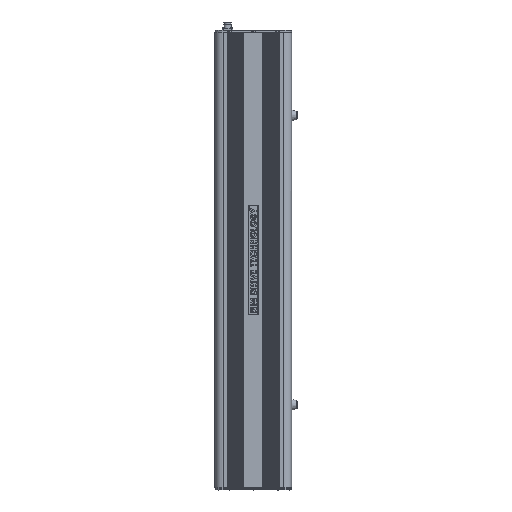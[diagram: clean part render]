
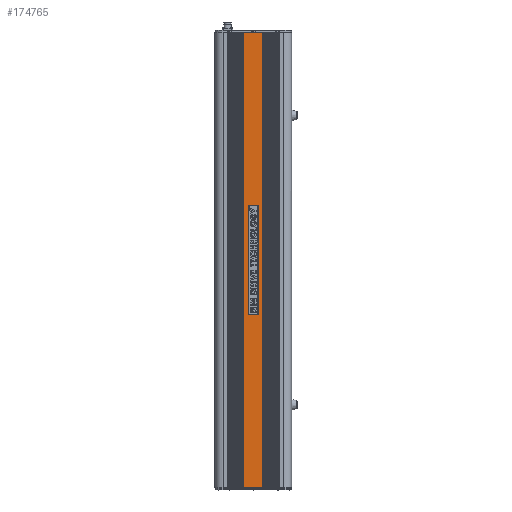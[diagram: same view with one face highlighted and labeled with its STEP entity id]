
A CAD part, left-side view. The second image highlights one B-rep face of the part: STEP entity #174765.
In plain terms, the highlighted planar face has unit normal (-1, 0, 0).
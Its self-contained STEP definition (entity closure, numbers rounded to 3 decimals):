
#878 = EDGE_LOOP ( 'NONE', ( #3990, #137519, #65475, #11038, #65052, #179939, #129389, #55184 ) ) ;
#1921 = VERTEX_POINT ( 'NONE', #177799 ) ;
#3189 = DIRECTION ( 'NONE',  ( 0., -1., 0. ) ) ;
#3990 = ORIENTED_EDGE ( 'NONE', *, *, #62775, .F. ) ;
#5276 = VERTEX_POINT ( 'NONE', #69455 ) ;
#6657 = EDGE_CURVE ( 'NONE', #26952, #157029, #150005, .T. ) ;
#11021 = CARTESIAN_POINT ( 'NONE',  ( -125.68, 12.991, 151.531 ) ) ;
#11038 = ORIENTED_EDGE ( 'NONE', *, *, #145396, .F. ) ;
#14492 = DIRECTION ( 'NONE',  ( 0., -0.001, 1. ) ) ;
#16374 = CARTESIAN_POINT ( 'NONE',  ( -125.68, 13.38, -151.769 ) ) ;
#20381 = B_SPLINE_CURVE_WITH_KNOTS ( 'NONE', 3,
 ( #48433, #36691, #101228, #130844 ),
 .UNSPECIFIED., .F., .F.,
 ( 4, 4 ),
 ( 0., 1. ),
 .UNSPECIFIED. ) ;
#21298 = CARTESIAN_POINT ( 'NONE',  ( -125.68, 13.479, -151.669 ) ) ;
#22564 = DIRECTION ( 'NONE',  ( -1., 0., 0. ) ) ;
#23820 = EDGE_LOOP ( 'NONE', ( #28066, #171251, #148202, #195854 ) ) ;
#26952 = VERTEX_POINT ( 'NONE', #16374 ) ;
#28066 = ORIENTED_EDGE ( 'NONE', *, *, #173005, .F. ) ;
#29605 = EDGE_CURVE ( 'NONE', #75375, #5276, #20381, .T. ) ;
#31906 = CARTESIAN_POINT ( 'NONE',  ( -125.68, -28.93, -630.5 ) ) ;
#32898 = EDGE_CURVE ( 'NONE', #110046, #1921, #38933, .T. ) ;
#33613 = DIRECTION ( 'NONE',  ( 0., 0., -1. ) ) ;
#33981 = LINE ( 'NONE', #31906, #201729 ) ;
#35955 = VECTOR ( 'NONE', #69562, 1000. ) ;
#36691 = CARTESIAN_POINT ( 'NONE',  ( -125.68, 8.767, 630. ) ) ;
#38933 = CIRCLE ( 'NONE', #184179, 0.1 ) ;
#43016 = CARTESIAN_POINT ( 'NONE',  ( -125.68, 13.479, -151.669 ) ) ;
#43130 = CARTESIAN_POINT ( 'NONE',  ( -125.68, 12.991, 151.531 ) ) ;
#47378 = EDGE_CURVE ( 'NONE', #96312, #55485, #59023, .T. ) ;
#48433 = CARTESIAN_POINT ( 'NONE',  ( -125.68, 26.298, 630. ) ) ;
#50598 = LINE ( 'NONE', #193428, #51457 ) ;
#51457 = VECTOR ( 'NONE', #33613, 1000. ) ;
#52502 = DIRECTION ( 'NONE',  ( -1., 0., 0. ) ) ;
#55184 = ORIENTED_EDGE ( 'NONE', *, *, #47378, .F. ) ;
#55485 = VERTEX_POINT ( 'NONE', #115273 ) ;
#56435 = DIRECTION ( 'NONE',  ( 0., 0., 1. ) ) ;
#59023 = LINE ( 'NONE', #175246, #161258 ) ;
#62775 = EDGE_CURVE ( 'NONE', #157029, #96312, #117910, .T. ) ;
#64391 = CARTESIAN_POINT ( 'NONE',  ( -125.68, -13.379, 151.397 ) ) ;
#65052 = ORIENTED_EDGE ( 'NONE', *, *, #32898, .F. ) ;
#65274 = EDGE_CURVE ( 'NONE', #55485, #114940, #102412, .T. ) ;
#65475 = ORIENTED_EDGE ( 'NONE', *, *, #71850, .F. ) ;
#69290 = DIRECTION ( 'NONE',  ( 0., 0., 1. ) ) ;
#69455 = CARTESIAN_POINT ( 'NONE',  ( -125.68, -26.298, 630. ) ) ;
#69562 = DIRECTION ( 'NONE',  ( 0., -1., -0.001 ) ) ;
#70730 = LINE ( 'NONE', #153218, #81338 ) ;
#71738 = CARTESIAN_POINT ( 'NONE',  ( -125.68, 26.298, 630. ) ) ;
#71850 = EDGE_CURVE ( 'NONE', #207792, #26952, #193873, .T. ) ;
#72255 = DIRECTION ( 'NONE',  ( -1., 0., 0. ) ) ;
#75375 = VERTEX_POINT ( 'NONE', #71738 ) ;
#75608 = AXIS2_PLACEMENT_3D ( 'NONE', #168475, #72255, #56435 ) ;
#78937 = DIRECTION ( 'NONE',  ( -1., 0., 0. ) ) ;
#81338 = VECTOR ( 'NONE', #200955, 1000. ) ;
#83480 = DIRECTION ( 'NONE',  ( -1., 0., 0. ) ) ;
#87665 = CARTESIAN_POINT ( 'NONE',  ( -125.68, 13.38, -151.769 ) ) ;
#94202 = CARTESIAN_POINT ( 'NONE',  ( -125.68, -26.3, -630.5 ) ) ;
#96187 = DIRECTION ( 'NONE',  ( 0., 0., 1. ) ) ;
#96312 = VERTEX_POINT ( 'NONE', #103536 ) ;
#97682 = EDGE_CURVE ( 'NONE', #75375, #200547, #70730, .T. ) ;
#100962 = CARTESIAN_POINT ( 'NONE',  ( -125.68, -28.93, 264.475 ) ) ;
#101228 = CARTESIAN_POINT ( 'NONE',  ( -125.68, -8.767, 630. ) ) ;
#102412 = CIRCLE ( 'NONE', #203758, 0.1 ) ;
#103536 = CARTESIAN_POINT ( 'NONE',  ( -125.68, -13.091, -151.703 ) ) ;
#103856 = LINE ( 'NONE', #21298, #164496 ) ;
#104288 = CARTESIAN_POINT ( 'NONE',  ( -125.68, 12.991, 151.431 ) ) ;
#110046 = VERTEX_POINT ( 'NONE', #11021 ) ;
#111269 = VERTEX_POINT ( 'NONE', #94202 ) ;
#114940 = VERTEX_POINT ( 'NONE', #128396 ) ;
#115273 = CARTESIAN_POINT ( 'NONE',  ( -125.68, -13.479, 151.397 ) ) ;
#117910 = CIRCLE ( 'NONE', #185417, 0.1 ) ;
#126495 = DIRECTION ( 'NONE',  ( 0., 0., 1. ) ) ;
#128384 = DIRECTION ( 'NONE',  ( 0., 1., 0.001 ) ) ;
#128396 = CARTESIAN_POINT ( 'NONE',  ( -125.68, -13.379, 151.497 ) ) ;
#129389 = ORIENTED_EDGE ( 'NONE', *, *, #65274, .F. ) ;
#130844 = CARTESIAN_POINT ( 'NONE',  ( -125.68, -26.298, 630. ) ) ;
#133695 = DIRECTION ( 'NONE',  ( 0., 0., 1. ) ) ;
#137519 = ORIENTED_EDGE ( 'NONE', *, *, #6657, .F. ) ;
#139374 = FACE_OUTER_BOUND ( 'NONE', #23820, .T. ) ;
#140242 = CARTESIAN_POINT ( 'NONE',  ( -125.68, -12.991, -151.703 ) ) ;
#145396 = EDGE_CURVE ( 'NONE', #1921, #207792, #103856, .T. ) ;
#148153 = VECTOR ( 'NONE', #128384, 1000. ) ;
#148202 = ORIENTED_EDGE ( 'NONE', *, *, #97682, .T. ) ;
#150005 = LINE ( 'NONE', #87665, #35955 ) ;
#153218 = CARTESIAN_POINT ( 'NONE',  ( -125.68, 26.3, 264.475 ) ) ;
#156411 = EDGE_CURVE ( 'NONE', #200547, #111269, #33981, .T. ) ;
#157029 = VERTEX_POINT ( 'NONE', #191212 ) ;
#158572 = EDGE_CURVE ( 'NONE', #114940, #110046, #191939, .T. ) ;
#160488 = AXIS2_PLACEMENT_3D ( 'NONE', #100962, #22564, #133695 ) ;
#161214 = PLANE ( 'NONE',  #160488 ) ;
#161258 = VECTOR ( 'NONE', #14492, 1000. ) ;
#162269 = FACE_BOUND ( 'NONE', #878, .T. ) ;
#164496 = VECTOR ( 'NONE', #184231, 1000. ) ;
#167107 = CARTESIAN_POINT ( 'NONE',  ( -125.68, 26.3, -630.5 ) ) ;
#168475 = CARTESIAN_POINT ( 'NONE',  ( -125.68, 13.379, -151.669 ) ) ;
#171251 = ORIENTED_EDGE ( 'NONE', *, *, #29605, .F. ) ;
#173005 = EDGE_CURVE ( 'NONE', #5276, #111269, #50598, .T. ) ;
#174765 = ADVANCED_FACE ( 'NONE', ( #162269, #139374 ), #161214, .T. ) ;
#175246 = CARTESIAN_POINT ( 'NONE',  ( -125.68, -13.091, -151.703 ) ) ;
#177799 = CARTESIAN_POINT ( 'NONE',  ( -125.68, 13.091, 151.431 ) ) ;
#179939 = ORIENTED_EDGE ( 'NONE', *, *, #158572, .F. ) ;
#184179 = AXIS2_PLACEMENT_3D ( 'NONE', #104288, #52502, #69290 ) ;
#184231 = DIRECTION ( 'NONE',  ( 0., 0.001, -1. ) ) ;
#185417 = AXIS2_PLACEMENT_3D ( 'NONE', #140242, #78937, #126495 ) ;
#191212 = CARTESIAN_POINT ( 'NONE',  ( -125.68, -12.99, -151.803 ) ) ;
#191939 = LINE ( 'NONE', #43130, #148153 ) ;
#193428 = CARTESIAN_POINT ( 'NONE',  ( -125.68, -26.3, 264.475 ) ) ;
#193873 = CIRCLE ( 'NONE', #75608, 0.1 ) ;
#195854 = ORIENTED_EDGE ( 'NONE', *, *, #156411, .T. ) ;
#200547 = VERTEX_POINT ( 'NONE', #167107 ) ;
#200955 = DIRECTION ( 'NONE',  ( 0., 0., -1. ) ) ;
#201729 = VECTOR ( 'NONE', #3189, 1000. ) ;
#203758 = AXIS2_PLACEMENT_3D ( 'NONE', #64391, #83480, #96187 ) ;
#207792 = VERTEX_POINT ( 'NONE', #43016 ) ;
